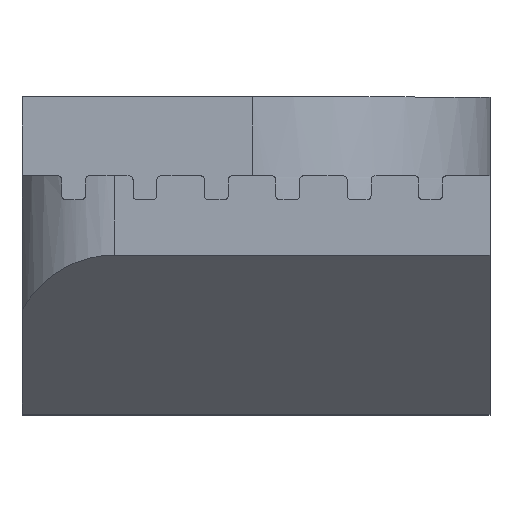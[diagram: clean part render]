
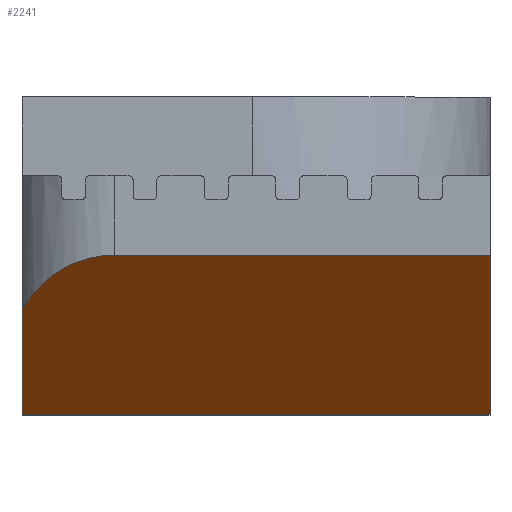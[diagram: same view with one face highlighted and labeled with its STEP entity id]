
A CAD part, top view. The second image highlights one B-rep face of the part: STEP entity #2241.
In plain terms, the highlighted planar face has unit normal (0, -0.707, 0.707).
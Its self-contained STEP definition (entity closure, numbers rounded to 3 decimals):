
#18=ELLIPSE('',#2383,1.87,1.322);
#74=PLANE('',#2466);
#187=FACE_OUTER_BOUND('',#300,.T.);
#300=EDGE_LOOP('',(#2046,#2047,#2048,#2049,#2050));
#472=LINE('',#3737,#683);
#543=LINE('',#4107,#754);
#544=LINE('',#4112,#755);
#545=LINE('',#4113,#756);
#683=VECTOR('',#2854,4.735);
#754=VECTOR('',#3073,2.828);
#755=VECTOR('',#3080,1.844);
#756=VECTOR('',#3081,5.9);
#995=VERTEX_POINT('',#3716);
#996=VERTEX_POINT('',#3718);
#1001=VERTEX_POINT('',#3736);
#1071=VERTEX_POINT('',#4101);
#1073=VERTEX_POINT('',#4111);
#1278=EDGE_CURVE('',#996,#995,#18,.T.);
#1288=EDGE_CURVE('',#1001,#996,#472,.T.);
#1402=EDGE_CURVE('',#1071,#1001,#543,.T.);
#1404=EDGE_CURVE('',#995,#1073,#544,.T.);
#1405=EDGE_CURVE('',#1071,#1073,#545,.T.);
#2046=ORIENTED_EDGE('',*,*,#1278,.T.);
#2047=ORIENTED_EDGE('',*,*,#1404,.T.);
#2048=ORIENTED_EDGE('',*,*,#1405,.F.);
#2049=ORIENTED_EDGE('',*,*,#1402,.T.);
#2050=ORIENTED_EDGE('',*,*,#1288,.T.);
#2241=ADVANCED_FACE('',(#187),#74,.T.);
#2383=AXIS2_PLACEMENT_3D('',#3719,#2834,#2835);
#2466=AXIS2_PLACEMENT_3D('',#4110,#3078,#3079);
#2834=DIRECTION('center_axis',(0.,-0.707,
0.707));
#2835=DIRECTION('ref_axis',(0.,-0.707,-0.707));
#2854=DIRECTION('',(-1.,0.,0.));
#3073=DIRECTION('',(0.,0.707,0.707));
#3078=DIRECTION('center_axis',(0.,-0.707,0.707));
#3079=DIRECTION('ref_axis',(0.,-0.707,-0.707));
#3080=DIRECTION('',(0.,-0.707,-0.707));
#3081=DIRECTION('',(-1.,0.,0.));
#3716=CARTESIAN_POINT('',(-2.95,-2.696,5.104));
#3718=CARTESIAN_POINT('',(-1.785,-2.,5.8));
#3719=CARTESIAN_POINT('Origin',(-1.785,-3.322,4.478));
#3736=CARTESIAN_POINT('',(2.95,-2.,5.8));
#3737=CARTESIAN_POINT('',(2.95,-2.,5.8));
#4101=CARTESIAN_POINT('',(2.95,-4.,3.8));
#4107=CARTESIAN_POINT('',(2.95,-4.,3.8));
#4110=CARTESIAN_POINT('Origin',(-2.95,-2.,5.8));
#4111=CARTESIAN_POINT('',(-2.95,-4.,3.8));
#4112=CARTESIAN_POINT('',(-2.95,-2.696,5.104));
#4113=CARTESIAN_POINT('',(2.95,-4.,3.8));
